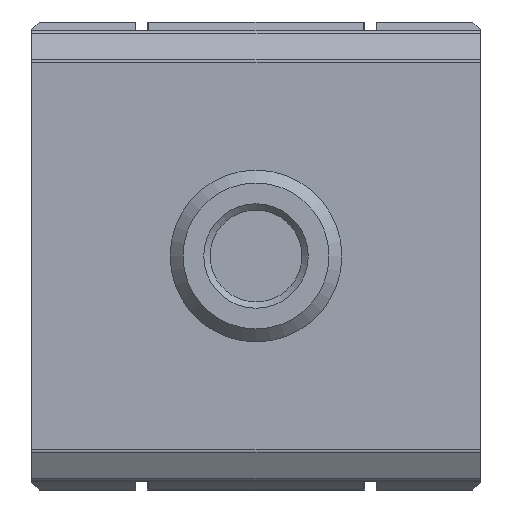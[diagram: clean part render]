
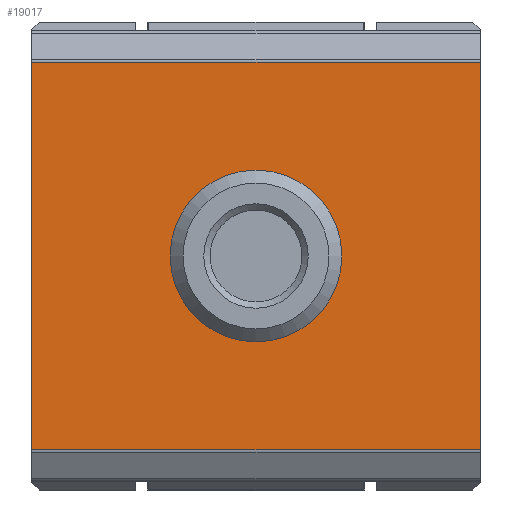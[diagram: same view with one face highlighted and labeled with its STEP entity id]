
A CAD part, front view. The second image highlights one B-rep face of the part: STEP entity #19017.
In plain terms, the highlighted planar face has unit normal (0, -1, 0).
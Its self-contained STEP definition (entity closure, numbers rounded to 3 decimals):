
#1694=PLANE('',#20157);
#2319=CIRCLE('',#20158,8.);
#2320=CIRCLE('',#20159,8.);
#3333=VERTEX_POINT('',#28053);
#3334=VERTEX_POINT('',#28055);
#3378=VERTEX_POINT('',#28144);
#3379=VERTEX_POINT('',#28146);
#3401=VERTEX_POINT('',#28217);
#3402=VERTEX_POINT('',#28218);
#5105=VECTOR('',#22578,1.);
#5140=VECTOR('',#22634,1.);
#5176=VECTOR('',#22685,1.);
#5177=VECTOR('',#22691,1.);
#7098=LINE('',#28054,#5105);
#7133=LINE('',#28145,#5140);
#7169=LINE('',#28214,#5176);
#7170=LINE('',#28220,#5177);
#9211=EDGE_CURVE('',#3333,#3334,#7098,.F.);
#9256=EDGE_CURVE('',#3379,#3378,#7133,.F.);
#9294=EDGE_CURVE('',#3334,#3378,#7169,.F.);
#9295=EDGE_CURVE('',#3401,#3402,#2319,.F.);
#9296=EDGE_CURVE('',#3402,#3401,#2320,.F.);
#9297=EDGE_CURVE('',#3333,#3379,#7170,.F.);
#12226=ORIENTED_EDGE('',*,*,#9295,.F.);
#12227=ORIENTED_EDGE('',*,*,#9296,.F.);
#12228=ORIENTED_EDGE('',*,*,#9256,.T.);
#12229=ORIENTED_EDGE('',*,*,#9294,.F.);
#12230=ORIENTED_EDGE('',*,*,#9211,.F.);
#12231=ORIENTED_EDGE('',*,*,#9297,.T.);
#16876=EDGE_LOOP('',(#12226,#12227));
#16877=EDGE_LOOP('',(#12228,#12229,#12230,#12231));
#17951=FACE_BOUND('',#16876,.T.);
#17952=FACE_BOUND('',#16877,.T.);
#19017=ADVANCED_FACE('',(#17951,#17952),#1694,.F.);
#20157=AXIS2_PLACEMENT_3D('',#28215,#22686,$);
#20158=AXIS2_PLACEMENT_3D('',#28216,#22687,#22688);
#20159=AXIS2_PLACEMENT_3D('',#28219,#22689,#22690);
#22578=DIRECTION('',(0.,0.,1.));
#22634=DIRECTION('',(0.,0.,1.));
#22685=DIRECTION('',(1.,0.,0.));
#22686=DIRECTION('',(0.,1.,0.));
#22687=DIRECTION('',(0.,1.,0.));
#22688=DIRECTION('',(0.,0.,-8.));
#22689=DIRECTION('',(0.,1.,0.));
#22690=DIRECTION('',(0.,0.,-8.));
#22691=DIRECTION('',(1.,0.,0.));
#28053=CARTESIAN_POINT('',(20.9,-25.6,18.039));
#28054=CARTESIAN_POINT('',(20.9,-25.6,19.22));
#28055=CARTESIAN_POINT('',(20.9,-25.6,-18.039));
#28144=CARTESIAN_POINT('',(-20.9,-25.6,-18.039));
#28145=CARTESIAN_POINT('',(-20.9,-25.6,19.22));
#28146=CARTESIAN_POINT('',(-20.9,-25.6,18.039));
#28214=CARTESIAN_POINT('',(20.9,-25.6,-18.039));
#28215=CARTESIAN_POINT('',(20.9,-25.6,18.039));
#28216=CARTESIAN_POINT('',(0.,-25.6,0.));
#28217=CARTESIAN_POINT('',(0.,-25.6,-8.));
#28218=CARTESIAN_POINT('',(0.,-25.6,8.));
#28219=CARTESIAN_POINT('',(0.,-25.6,0.));
#28220=CARTESIAN_POINT('',(20.9,-25.6,18.039));
